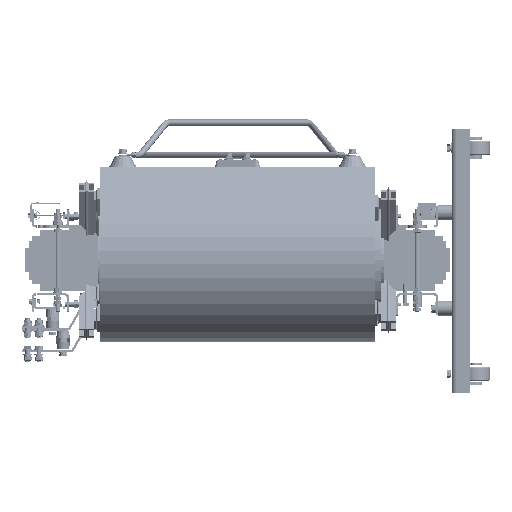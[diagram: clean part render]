
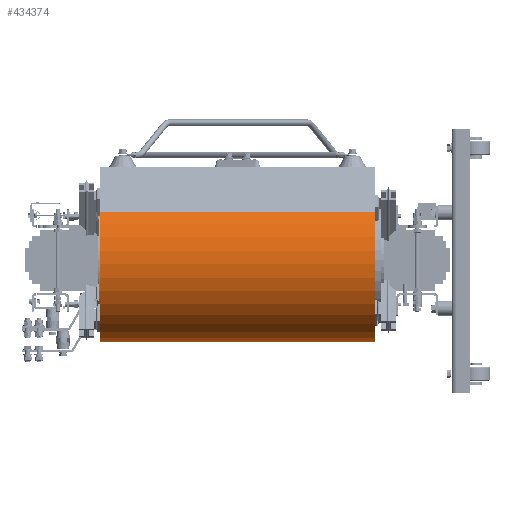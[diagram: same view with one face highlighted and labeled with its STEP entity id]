
A CAD part, left-side view. The second image highlights one B-rep face of the part: STEP entity #434374.
In plain terms, the highlighted cylindrical face has radius 217.5 mm (diameter 435 mm), a partial arc.
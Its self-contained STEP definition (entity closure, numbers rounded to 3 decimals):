
#29832 = ORIENTED_EDGE ( 'NONE', *, *, #246381, .F. ) ;
#30032 = ORIENTED_EDGE ( 'NONE', *, *, #246658, .T. ) ;
#30042 = ORIENTED_EDGE ( 'NONE', *, *, #246505, .F. ) ;
#30137 = ORIENTED_EDGE ( 'NONE', *, *, #246278, .T. ) ;
#49983 = DIRECTION ( 'NONE',  ( 0., 1., 0. ) ) ;
#50190 = DIRECTION ( 'NONE',  ( 0., 0., -1. ) ) ;
#55911 = DIRECTION ( 'NONE',  ( 0., -1., 0. ) ) ;
#56152 = CARTESIAN_POINT ( 'NONE',  ( -268.611, 365., 127.252 ) ) ;
#56178 = CARTESIAN_POINT ( 'NONE',  ( -445., 365., 0. ) ) ;
#56316 = DIRECTION ( 'NONE',  ( 0., 1., 0. ) ) ;
#56356 = DIRECTION ( 'NONE',  ( 0., 0., -1. ) ) ;
#56894 = DIRECTION ( 'NONE',  ( 0., -1., 0. ) ) ;
#56931 = CARTESIAN_POINT ( 'NONE',  ( -621.389, 365., 127.252 ) ) ;
#57285 = CARTESIAN_POINT ( 'NONE',  ( -445., -365., 0. ) ) ;
#64434 = CARTESIAN_POINT ( 'NONE',  ( -268.611, 365., 127.252 ) ) ;
#64478 = CARTESIAN_POINT ( 'NONE',  ( -621.389, 365., 127.252 ) ) ;
#64628 = CARTESIAN_POINT ( 'NONE',  ( -621.389, -365., 127.252 ) ) ;
#64719 = CARTESIAN_POINT ( 'NONE',  ( -268.611, -365., 127.252 ) ) ;
#100676 = EDGE_LOOP ( 'NONE', ( #30032, #30042, #29832, #30137 ) ) ;
#140888 = AXIS2_PLACEMENT_3D ( 'NONE', #57285, #49983, #50190 ) ;
#141057 = AXIS2_PLACEMENT_3D ( 'NONE', #56178, #56316, #56356 ) ;
#191010 = VERTEX_POINT ( 'NONE', #64434 ) ;
#191039 = VERTEX_POINT ( 'NONE', #64478 ) ;
#191072 = VERTEX_POINT ( 'NONE', #64719 ) ;
#191075 = VERTEX_POINT ( 'NONE', #64628 ) ;
#246278 = EDGE_CURVE ( 'NONE', #191010, #191072, #406694, .T. ) ;
#246381 = EDGE_CURVE ( 'NONE', #191010, #191039, #406966, .T. ) ;
#246505 = EDGE_CURVE ( 'NONE', #191039, #191075, #406880, .T. ) ;
#246658 = EDGE_CURVE ( 'NONE', #191072, #191075, #407039, .T. ) ;
#277940 = AXIS2_PLACEMENT_3D ( 'NONE', #397676, #397759, #397655 ) ;
#397655 = DIRECTION ( 'NONE',  ( 0., 0., 1. ) ) ;
#397676 = CARTESIAN_POINT ( 'NONE',  ( -445., 365., 0. ) ) ;
#397759 = DIRECTION ( 'NONE',  ( 0., -1., 0. ) ) ;
#399204 = FACE_OUTER_BOUND ( 'NONE', #100676, .T. ) ;
#399211 = CYLINDRICAL_SURFACE ( 'NONE', #277940, 217.5 ) ;
#406694 = LINE ( 'NONE', #56152, #406767 ) ;
#406767 = VECTOR ( 'NONE', #55911, 1000. ) ;
#406880 = LINE ( 'NONE', #56931, #406902 ) ;
#406902 = VECTOR ( 'NONE', #56894, 1000. ) ;
#406966 = CIRCLE ( 'NONE', #141057, 217.5 ) ;
#407039 = CIRCLE ( 'NONE', #140888, 217.5 ) ;
#434374 = ADVANCED_FACE ( 'NONE', ( #399204 ), #399211, .T. ) ;
